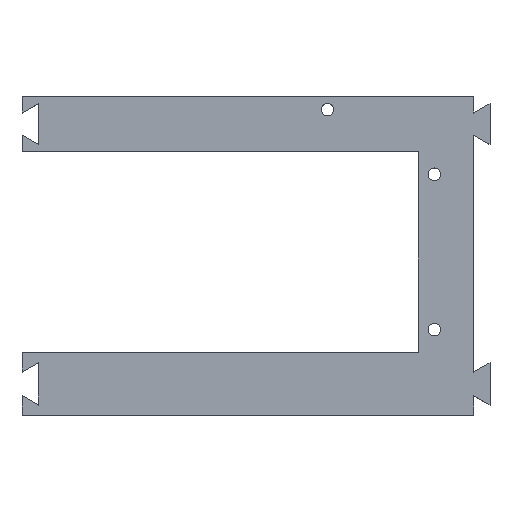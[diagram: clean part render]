
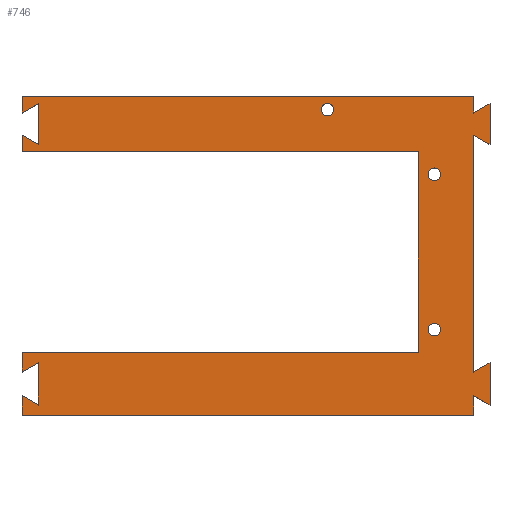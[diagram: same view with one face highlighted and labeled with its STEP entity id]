
A CAD part, top view. The second image highlights one B-rep face of the part: STEP entity #746.
In plain terms, the highlighted planar face has unit normal (0, 0, 1).
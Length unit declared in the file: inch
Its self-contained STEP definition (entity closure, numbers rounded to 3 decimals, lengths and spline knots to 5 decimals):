
#19=FACE_BOUND('',#95,.T.);
#20=FACE_BOUND('',#96,.T.);
#21=FACE_BOUND('',#97,.T.);
#26=CIRCLE('',#799,0.095);
#27=CIRCLE('',#800,0.095);
#28=CIRCLE('',#801,0.095);
#56=FACE_OUTER_BOUND('',#94,.T.);
#94=EDGE_LOOP('',(#580,#581,#582,#583,#584,#585,#586,#587,#588,#589,#590,
#591,#592,#593,#594,#595,#596,#597,#598,#599,#600,#601,#602,#603));
#95=EDGE_LOOP('',(#604));
#96=EDGE_LOOP('',(#605));
#97=EDGE_LOOP('',(#606));
#124=LINE('',#1030,#220);
#129=LINE('',#1039,#225);
#132=LINE('',#1047,#228);
#135=LINE('',#1053,#231);
#138=LINE('',#1059,#234);
#141=LINE('',#1065,#237);
#146=LINE('',#1076,#242);
#149=LINE('',#1082,#245);
#152=LINE('',#1088,#248);
#155=LINE('',#1094,#251);
#160=LINE('',#1102,#256);
#163=LINE('',#1109,#259);
#170=LINE('',#1124,#266);
#173=LINE('',#1130,#269);
#176=LINE('',#1136,#272);
#180=LINE('',#1145,#276);
#183=LINE('',#1149,#279);
#186=LINE('',#1157,#282);
#189=LINE('',#1161,#285);
#191=LINE('',#1164,#287);
#192=LINE('',#1167,#288);
#193=LINE('',#1169,#289);
#194=LINE('',#1170,#290);
#195=LINE('',#1171,#291);
#220=VECTOR('',#837,0.3937);
#225=VECTOR('',#844,0.3937);
#228=VECTOR('',#849,0.3937);
#231=VECTOR('',#854,0.3937);
#234=VECTOR('',#859,0.3937);
#237=VECTOR('',#864,0.3937);
#242=VECTOR('',#871,0.3937);
#245=VECTOR('',#876,0.3937);
#248=VECTOR('',#881,0.3937);
#251=VECTOR('',#886,0.3937);
#256=VECTOR('',#893,0.3937);
#259=VECTOR('',#898,0.3937);
#266=VECTOR('',#907,0.3937);
#269=VECTOR('',#912,0.3937);
#272=VECTOR('',#917,0.3937);
#276=VECTOR('',#923,0.3937);
#279=VECTOR('',#928,0.3937);
#282=VECTOR('',#933,0.3937);
#285=VECTOR('',#938,0.3937);
#287=VECTOR('',#942,0.3937);
#288=VECTOR('',#945,0.3937);
#289=VECTOR('',#946,0.3937);
#290=VECTOR('',#947,0.3937);
#291=VECTOR('',#948,0.3937);
#314=VERTEX_POINT('',#1027);
#315=VERTEX_POINT('',#1029);
#318=VERTEX_POINT('',#1037);
#321=VERTEX_POINT('',#1044);
#322=VERTEX_POINT('',#1046);
#324=VERTEX_POINT('',#1052);
#326=VERTEX_POINT('',#1058);
#328=VERTEX_POINT('',#1064);
#332=VERTEX_POINT('',#1073);
#333=VERTEX_POINT('',#1075);
#335=VERTEX_POINT('',#1081);
#337=VERTEX_POINT('',#1087);
#339=VERTEX_POINT('',#1093);
#344=VERTEX_POINT('',#1107);
#350=VERTEX_POINT('',#1121);
#351=VERTEX_POINT('',#1123);
#353=VERTEX_POINT('',#1129);
#355=VERTEX_POINT('',#1135);
#358=VERTEX_POINT('',#1142);
#359=VERTEX_POINT('',#1144);
#362=VERTEX_POINT('',#1154);
#363=VERTEX_POINT('',#1156);
#364=VERTEX_POINT('',#1166);
#365=VERTEX_POINT('',#1168);
#366=VERTEX_POINT('',#1172);
#367=VERTEX_POINT('',#1174);
#368=VERTEX_POINT('',#1176);
#385=EDGE_CURVE('',#315,#314,#124,.T.);
#390=EDGE_CURVE('',#314,#318,#129,.T.);
#393=EDGE_CURVE('',#322,#321,#132,.T.);
#396=EDGE_CURVE('',#324,#322,#135,.T.);
#399=EDGE_CURVE('',#326,#324,#138,.T.);
#402=EDGE_CURVE('',#328,#326,#141,.T.);
#407=EDGE_CURVE('',#333,#332,#146,.T.);
#410=EDGE_CURVE('',#335,#333,#149,.T.);
#413=EDGE_CURVE('',#337,#335,#152,.T.);
#416=EDGE_CURVE('',#339,#337,#155,.T.);
#421=EDGE_CURVE('',#332,#328,#160,.T.);
#424=EDGE_CURVE('',#318,#344,#163,.T.);
#431=EDGE_CURVE('',#351,#350,#170,.T.);
#434=EDGE_CURVE('',#353,#351,#173,.T.);
#437=EDGE_CURVE('',#355,#353,#176,.T.);
#441=EDGE_CURVE('',#359,#358,#180,.T.);
#444=EDGE_CURVE('',#344,#359,#183,.T.);
#447=EDGE_CURVE('',#363,#362,#186,.T.);
#450=EDGE_CURVE('',#350,#363,#189,.T.);
#452=EDGE_CURVE('',#321,#355,#191,.T.);
#453=EDGE_CURVE('',#362,#364,#192,.T.);
#454=EDGE_CURVE('',#364,#365,#193,.T.);
#455=EDGE_CURVE('',#365,#315,#194,.T.);
#456=EDGE_CURVE('',#339,#358,#195,.T.);
#457=EDGE_CURVE('',#366,#366,#26,.T.);
#458=EDGE_CURVE('',#367,#367,#27,.T.);
#459=EDGE_CURVE('',#368,#368,#28,.T.);
#580=ORIENTED_EDGE('',*,*,#416,.T.);
#581=ORIENTED_EDGE('',*,*,#413,.T.);
#582=ORIENTED_EDGE('',*,*,#410,.T.);
#583=ORIENTED_EDGE('',*,*,#407,.T.);
#584=ORIENTED_EDGE('',*,*,#421,.T.);
#585=ORIENTED_EDGE('',*,*,#402,.T.);
#586=ORIENTED_EDGE('',*,*,#399,.T.);
#587=ORIENTED_EDGE('',*,*,#396,.T.);
#588=ORIENTED_EDGE('',*,*,#393,.T.);
#589=ORIENTED_EDGE('',*,*,#452,.T.);
#590=ORIENTED_EDGE('',*,*,#437,.T.);
#591=ORIENTED_EDGE('',*,*,#434,.T.);
#592=ORIENTED_EDGE('',*,*,#431,.T.);
#593=ORIENTED_EDGE('',*,*,#450,.T.);
#594=ORIENTED_EDGE('',*,*,#447,.T.);
#595=ORIENTED_EDGE('',*,*,#453,.T.);
#596=ORIENTED_EDGE('',*,*,#454,.T.);
#597=ORIENTED_EDGE('',*,*,#455,.T.);
#598=ORIENTED_EDGE('',*,*,#385,.T.);
#599=ORIENTED_EDGE('',*,*,#390,.T.);
#600=ORIENTED_EDGE('',*,*,#424,.T.);
#601=ORIENTED_EDGE('',*,*,#444,.T.);
#602=ORIENTED_EDGE('',*,*,#441,.T.);
#603=ORIENTED_EDGE('',*,*,#456,.F.);
#604=ORIENTED_EDGE('',*,*,#457,.T.);
#605=ORIENTED_EDGE('',*,*,#458,.T.);
#606=ORIENTED_EDGE('',*,*,#459,.T.);
#712=PLANE('',#798);
#746=ADVANCED_FACE('',(#56,#19,#20,#21),#712,.T.);
#798=AXIS2_PLACEMENT_3D('',#1165,#943,#944);
#799=AXIS2_PLACEMENT_3D('',#1173,#949,#950);
#800=AXIS2_PLACEMENT_3D('',#1175,#951,#952);
#801=AXIS2_PLACEMENT_3D('',#1177,#953,#954);
#837=DIRECTION('',(0.,-1.,0.));
#844=DIRECTION('',(0.866,0.5,0.));
#849=DIRECTION('',(0.,1.,0.));
#854=DIRECTION('',(-0.866,-0.5,0.));
#859=DIRECTION('',(0.,1.,0.));
#864=DIRECTION('',(0.866,-0.5,0.));
#871=DIRECTION('',(-0.866,-0.5,0.));
#876=DIRECTION('',(0.,1.,0.));
#881=DIRECTION('',(0.866,-0.5,0.));
#886=DIRECTION('',(0.,1.,0.));
#893=DIRECTION('',(0.,1.,0.));
#898=DIRECTION('',(0.,-1.,0.));
#907=DIRECTION('',(0.,-1.,0.));
#912=DIRECTION('',(0.866,0.5,0.));
#917=DIRECTION('',(0.,-1.,0.));
#923=DIRECTION('',(0.,-1.,0.));
#928=DIRECTION('',(-0.866,0.5,0.));
#933=DIRECTION('',(0.,-1.,0.));
#938=DIRECTION('',(-0.866,0.5,0.));
#942=DIRECTION('',(-1.,0.,0.));
#943=DIRECTION('center_axis',(0.,0.,1.));
#944=DIRECTION('ref_axis',(1.,0.,0.));
#945=DIRECTION('',(1.,0.,0.));
#946=DIRECTION('',(0.,-1.,0.));
#947=DIRECTION('',(-1.,0.,0.));
#948=DIRECTION('',(-1.,0.,0.));
#949=DIRECTION('center_axis',(0.,0.,-1.));
#950=DIRECTION('ref_axis',(-1.,0.,0.));
#951=DIRECTION('center_axis',(0.,0.,-1.));
#952=DIRECTION('ref_axis',(-1.,0.,0.));
#953=DIRECTION('center_axis',(0.,0.,-1.));
#954=DIRECTION('ref_axis',(-1.,0.,0.));
#1027=CARTESIAN_POINT('',(10.26575,0.5944,0.25));
#1029=CARTESIAN_POINT('',(10.26575,0.8944,0.25));
#1030=CARTESIAN_POINT('',(10.26575,1.6909,0.25));
#1037=CARTESIAN_POINT('',(10.51575,0.73874,0.25));
#1039=CARTESIAN_POINT('',(11.51934,1.31817,0.25));
#1044=CARTESIAN_POINT('',(17.1378,4.7874,0.25));
#1046=CARTESIAN_POINT('',(17.1378,4.5374,0.25));
#1047=CARTESIAN_POINT('',(17.1378,3.5124,0.25));
#1052=CARTESIAN_POINT('',(17.3878,4.68174,0.25));
#1053=CARTESIAN_POINT('',(15.08569,3.35262,0.25));
#1058=CARTESIAN_POINT('',(17.3878,4.05751,0.25));
#1059=CARTESIAN_POINT('',(17.3878,3.27246,0.25));
#1064=CARTESIAN_POINT('',(17.1378,4.20185,0.25));
#1065=CARTESIAN_POINT('',(15.77572,4.98825,0.25));
#1073=CARTESIAN_POINT('',(17.1378,0.5944,0.25));
#1075=CARTESIAN_POINT('',(17.3878,0.73874,0.25));
#1076=CARTESIAN_POINT('',(15.93937,-0.0975,0.25));
#1081=CARTESIAN_POINT('',(17.3878,0.09306,0.25));
#1082=CARTESIAN_POINT('',(17.3878,1.29023,0.25));
#1087=CARTESIAN_POINT('',(17.1378,0.2374,0.25));
#1088=CARTESIAN_POINT('',(14.91739,1.51935,0.25));
#1093=CARTESIAN_POINT('',(17.1378,-0.0626,0.25));
#1094=CARTESIAN_POINT('',(17.1378,1.2124,0.25));
#1102=CARTESIAN_POINT('',(17.1378,1.5409,0.25));
#1107=CARTESIAN_POINT('',(10.51575,0.09306,0.25));
#1109=CARTESIAN_POINT('',(10.51575,1.61307,0.25));
#1121=CARTESIAN_POINT('',(10.51575,4.05751,0.25));
#1123=CARTESIAN_POINT('',(10.51575,4.68174,0.25));
#1124=CARTESIAN_POINT('',(10.51575,3.58457,0.25));
#1129=CARTESIAN_POINT('',(10.26575,4.5374,0.25));
#1130=CARTESIAN_POINT('',(10.66566,4.76829,0.25));
#1135=CARTESIAN_POINT('',(10.26575,4.7874,0.25));
#1136=CARTESIAN_POINT('',(10.26575,3.6374,0.25));
#1142=CARTESIAN_POINT('',(10.26575,-0.0626,0.25));
#1144=CARTESIAN_POINT('',(10.26575,0.2374,0.25));
#1145=CARTESIAN_POINT('',(10.26575,1.3624,0.25));
#1149=CARTESIAN_POINT('',(10.74736,-0.04066,0.25));
#1154=CARTESIAN_POINT('',(10.26575,3.95185,0.25));
#1156=CARTESIAN_POINT('',(10.26575,4.20185,0.25));
#1157=CARTESIAN_POINT('',(10.26575,3.34463,0.25));
#1161=CARTESIAN_POINT('',(11.60569,3.42824,0.25));
#1164=CARTESIAN_POINT('',(24.51575,4.7874,0.25));
#1165=CARTESIAN_POINT('Origin',(12.51575,2.4874,0.25));
#1166=CARTESIAN_POINT('',(16.29437,3.95185,0.25));
#1167=CARTESIAN_POINT('',(14.40506,3.95185,0.25));
#1168=CARTESIAN_POINT('',(16.29437,0.8944,0.25));
#1169=CARTESIAN_POINT('',(16.29437,1.6909,0.25));
#1170=CARTESIAN_POINT('',(6.93352,0.8944,0.25));
#1171=CARTESIAN_POINT('',(0.51575,-0.0626,0.25));
#1172=CARTESIAN_POINT('',(16.63437,3.6063,0.25));
#1173=CARTESIAN_POINT('Origin',(16.53937,3.6063,0.25));
#1174=CARTESIAN_POINT('',(16.63437,1.23996,0.25));
#1175=CARTESIAN_POINT('Origin',(16.53937,1.23996,0.25));
#1176=CARTESIAN_POINT('',(15.01075,4.5874,0.25));
#1177=CARTESIAN_POINT('Origin',(14.91575,4.5874,0.25));
